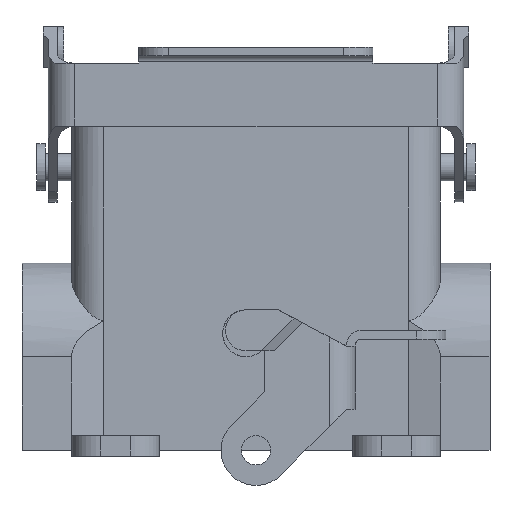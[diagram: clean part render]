
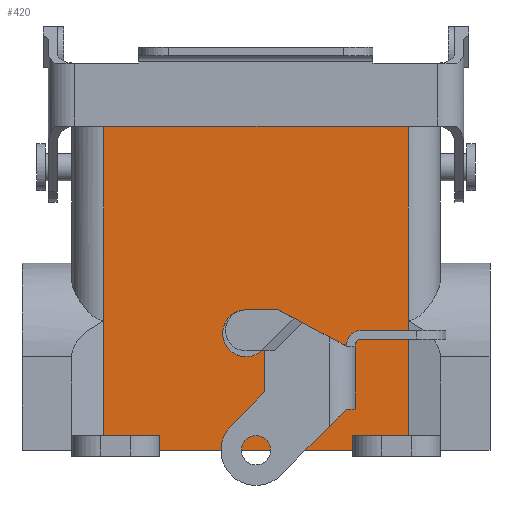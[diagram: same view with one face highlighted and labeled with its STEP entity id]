
A CAD part, front view. The second image highlights one B-rep face of the part: STEP entity #420.
In plain terms, the highlighted planar face has unit normal (0, -1, 0).
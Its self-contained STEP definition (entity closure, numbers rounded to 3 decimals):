
#420 = ADVANCED_FACE( '', ( #906 ), #907, .T. );
#906 = FACE_OUTER_BOUND( '', #1452, .T. );
#907 = PLANE( '', #1453 );
#1452 = EDGE_LOOP( '', ( #2614, #2615, #2616, #2617, #2618, #2619, #2620, #2621, #2622, #2623 ) );
#1453 = AXIS2_PLACEMENT_3D( '', #2624, #2625, #2626 );
#2614 = ORIENTED_EDGE( '', *, *, #3458, .T. );
#2615 = ORIENTED_EDGE( '', *, *, #3566, .F. );
#2616 = ORIENTED_EDGE( '', *, *, #3567, .T. );
#2617 = ORIENTED_EDGE( '', *, *, #3169, .F. );
#2618 = ORIENTED_EDGE( '', *, *, #3473, .F. );
#2619 = ORIENTED_EDGE( '', *, *, #3568, .T. );
#2620 = ORIENTED_EDGE( '', *, *, #3370, .F. );
#2621 = ORIENTED_EDGE( '', *, *, #3412, .F. );
#2622 = ORIENTED_EDGE( '', *, *, #3365, .F. );
#2623 = ORIENTED_EDGE( '', *, *, #3319, .T. );
#2624 = CARTESIAN_POINT( '', ( -26., -14.75, 56. ) );
#2625 = DIRECTION( '', ( 0., -1., 0. ) );
#2626 = DIRECTION( '', ( 0., 0., 1. ) );
#3169 = EDGE_CURVE( '', #3797, #3799, #3800, .T. );
#3319 = EDGE_CURVE( '', #4044, #3939, #4045, .T. );
#3365 = EDGE_CURVE( '', #4044, #4116, #4117, .T. );
#3370 = EDGE_CURVE( '', #4122, #4124, #4125, .T. );
#3412 = EDGE_CURVE( '', #4116, #4122, #4188, .T. );
#3458 = EDGE_CURVE( '', #3939, #4253, #4255, .T. );
#3473 = EDGE_CURVE( '', #4275, #3797, #4277, .T. );
#3566 = EDGE_CURVE( '', #4401, #4253, #4402, .T. );
#3567 = EDGE_CURVE( '', #4401, #3799, #4403, .T. );
#3568 = EDGE_CURVE( '', #4275, #4124, #4404, .T. );
#3797 = VERTEX_POINT( '', #4689 );
#3799 = VERTEX_POINT( '', #4692 );
#3800 = LINE( '', #4693, #4694 );
#3939 = VERTEX_POINT( '', #4875 );
#4044 = VERTEX_POINT( '', #5056 );
#4045 = LINE( '', #5057, #5058 );
#4116 = VERTEX_POINT( '', #5169 );
#4117 = LINE( '', #5170, #5171 );
#4122 = VERTEX_POINT( '', #5177 );
#4124 = VERTEX_POINT( '', #5179 );
#4125 = LINE( '', #5180, #5181 );
#4188 = LINE( '', #5299, #5300 );
#4253 = VERTEX_POINT( '', #5390 );
#4255 = LINE( '', #5393, #5394 );
#4275 = VERTEX_POINT( '', #5420 );
#4277 = LINE( '', #5423, #5424 );
#4401 = VERTEX_POINT( '', #5614 );
#4402 = LINE( '', #5615, #5616 );
#4403 = LINE( '', #5617, #5618 );
#4404 = LINE( '', #5619, #5620 );
#4689 = CARTESIAN_POINT( '', ( 16.5, -14.75, 0. ) );
#4692 = CARTESIAN_POINT( '', ( -16.5, -14.75, 0. ) );
#4693 = CARTESIAN_POINT( '', ( 0., -14.75, 0. ) );
#4694 = VECTOR( '', #5871, 1000. );
#4875 = CARTESIAN_POINT( '', ( -26., -14.75, 22.2 ) );
#5056 = CARTESIAN_POINT( '', ( -26., -14.75, 56. ) );
#5057 = CARTESIAN_POINT( '', ( -26., -14.75, 56. ) );
#5058 = VECTOR( '', #6071, 1000. );
#5169 = CARTESIAN_POINT( '', ( 26., -14.75, 56. ) );
#5170 = CARTESIAN_POINT( '', ( -26., -14.75, 56. ) );
#5171 = VECTOR( '', #6127, 1000. );
#5177 = CARTESIAN_POINT( '', ( 26., -14.75, 22.2 ) );
#5179 = CARTESIAN_POINT( '', ( 26., -14.75, 2.5 ) );
#5180 = CARTESIAN_POINT( '', ( 26., -14.75, 70.654 ) );
#5181 = VECTOR( '', #6135, 1000. );
#5299 = CARTESIAN_POINT( '', ( 26., -14.75, 56. ) );
#5300 = VECTOR( '', #6185, 1000. );
#5390 = CARTESIAN_POINT( '', ( -26., -14.75, 2.5 ) );
#5393 = CARTESIAN_POINT( '', ( -26., -14.75, 70.654 ) );
#5394 = VECTOR( '', #6236, 1000. );
#5420 = CARTESIAN_POINT( '', ( 16.5, -14.75, 2.5 ) );
#5423 = CARTESIAN_POINT( '', ( 16.5, -14.75, 56. ) );
#5424 = VECTOR( '', #6253, 1000. );
#5614 = CARTESIAN_POINT( '', ( -16.5, -14.75, 2.5 ) );
#5615 = CARTESIAN_POINT( '', ( -26., -14.75, 2.5 ) );
#5616 = VECTOR( '', #6356, 1000. );
#5617 = CARTESIAN_POINT( '', ( -16.5, -14.75, 56. ) );
#5618 = VECTOR( '', #6357, 1000. );
#5619 = CARTESIAN_POINT( '', ( 26., -14.75, 2.5 ) );
#5620 = VECTOR( '', #6358, 1000. );
#5871 = DIRECTION( '', ( -1., 0., 0. ) );
#6071 = DIRECTION( '', ( 0., 0., -1. ) );
#6127 = DIRECTION( '', ( 1., 0., 0. ) );
#6135 = DIRECTION( '', ( 0., 0., -1. ) );
#6185 = DIRECTION( '', ( 0., 0., -1. ) );
#6236 = DIRECTION( '', ( 0., 0., -1. ) );
#6253 = DIRECTION( '', ( 0., 0., -1. ) );
#6356 = DIRECTION( '', ( -1., 0., 0. ) );
#6357 = DIRECTION( '', ( 0., 0., -1. ) );
#6358 = DIRECTION( '', ( 1., 0., 0. ) );
